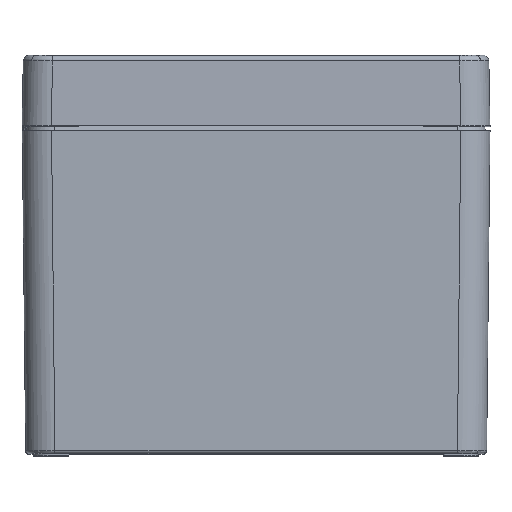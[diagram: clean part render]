
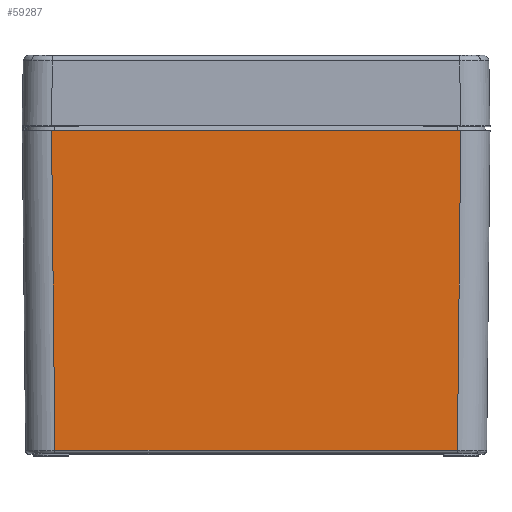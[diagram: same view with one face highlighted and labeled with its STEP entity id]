
A CAD part, top view. The second image highlights one B-rep face of the part: STEP entity #59287.
In plain terms, the highlighted planar face has unit normal (0, -0.011, 1).
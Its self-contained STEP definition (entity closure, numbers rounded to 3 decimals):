
#5110 = CARTESIAN_POINT ( 'NONE',  ( -86.029, -140.516, 98.528 ) ) ;
#6157 = CARTESIAN_POINT ( 'NONE',  ( -87.459, -4., 99.958 ) ) ;
#6158 = CARTESIAN_POINT ( 'NONE',  ( 87.459, -4., 99.958 ) ) ;
#6384 = CARTESIAN_POINT ( 'NONE',  ( 86.029, -140.516, 98.528 ) ) ;
#9377 = EDGE_CURVE ( 'NONE', #66558, #67481, #47055, .T. ) ;
#9419 = EDGE_CURVE ( 'NONE', #67008, #67005, #47067, .T. ) ;
#9944 = EDGE_CURVE ( 'NONE', #67005, #66558, #47186, .T. ) ;
#10068 = EDGE_CURVE ( 'NONE', #67481, #67008, #47215, .T. ) ;
#47055 = LINE ( 'NONE', #62424, #96169 ) ;
#47067 = LINE ( 'NONE', #62507, #96607 ) ;
#47186 = LINE ( 'NONE', #53365, #96395 ) ;
#47215 = LINE ( 'NONE', #53755, #96180 ) ;
#53365 = CARTESIAN_POINT ( 'NONE',  ( -87.502, 0.131, 100.001 ) ) ;
#53367 = DIRECTION ( 'NONE',  ( 0.01, -1., -0.01 ) ) ;
#53755 = CARTESIAN_POINT ( 'NONE',  ( 87.48, -1.963, 99.979 ) ) ;
#53758 = DIRECTION ( 'NONE',  ( 0.01, 1., 0.01 ) ) ;
#59287 = ADVANCED_FACE ( 'NONE', ( #108415 ), #102790, .T. ) ;
#62424 = CARTESIAN_POINT ( 'NONE',  ( -100., -140.516, 98.528 ) ) ;
#62426 = DIRECTION ( 'NONE',  ( 1., 0., 0. ) ) ;
#62507 = CARTESIAN_POINT ( 'NONE',  ( -100., -4., 99.958 ) ) ;
#62508 = DIRECTION ( 'NONE',  ( -1., 0., 0. ) ) ;
#63156 = AXIS2_PLACEMENT_3D ( 'NONE', #102791, #102792, #102793 ) ;
#66558 = VERTEX_POINT ( 'NONE', #5110 ) ;
#67005 = VERTEX_POINT ( 'NONE', #6157 ) ;
#67008 = VERTEX_POINT ( 'NONE', #6158 ) ;
#67481 = VERTEX_POINT ( 'NONE', #6384 ) ;
#68649 = ORIENTED_EDGE ( 'NONE', *, *, #9377, .T. ) ;
#68655 = ORIENTED_EDGE ( 'NONE', *, *, #10068, .T. ) ;
#68657 = ORIENTED_EDGE ( 'NONE', *, *, #9419, .T. ) ;
#68660 = ORIENTED_EDGE ( 'NONE', *, *, #9944, .T. ) ;
#96169 = VECTOR ( 'NONE', #62426, 1000. ) ;
#96180 = VECTOR ( 'NONE', #53758, 1000. ) ;
#96395 = VECTOR ( 'NONE', #53367, 1000. ) ;
#96607 = VECTOR ( 'NONE', #62508, 1000. ) ;
#102790 = PLANE ( 'NONE',  #63156 ) ;
#102791 = CARTESIAN_POINT ( 'NONE',  ( -100., 0., 100. ) ) ;
#102792 = DIRECTION ( 'NONE',  ( 0., -0.01, 1. ) ) ;
#102793 = DIRECTION ( 'NONE',  ( 0., -1., -0.01 ) ) ;
#108415 = FACE_OUTER_BOUND ( 'NONE', #116926, .T. ) ;
#116926 = EDGE_LOOP ( 'NONE', ( #68655, #68657, #68660, #68649 ) ) ;
